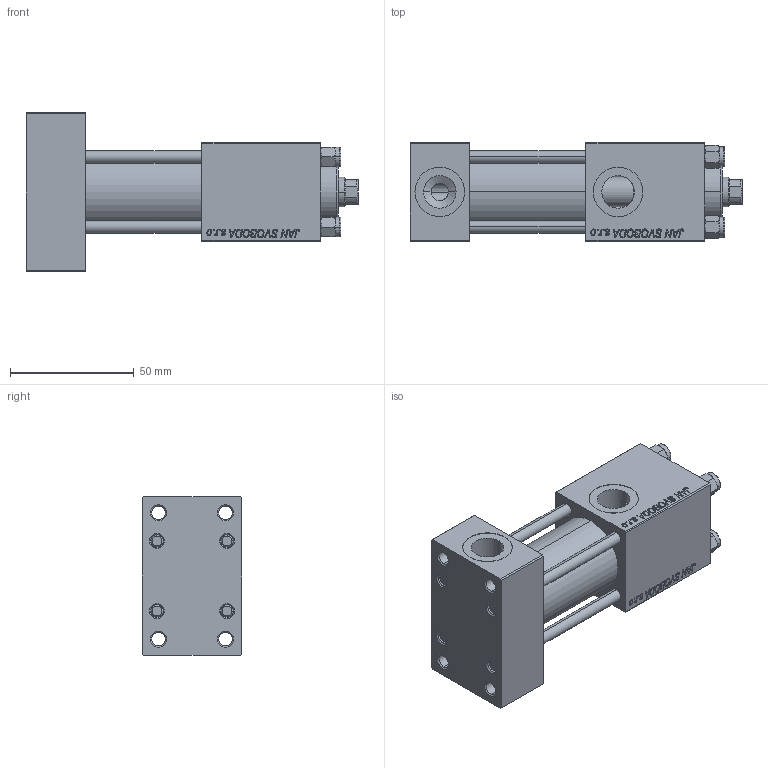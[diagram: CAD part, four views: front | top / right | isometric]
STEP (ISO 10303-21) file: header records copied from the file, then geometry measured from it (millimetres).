
FILE_DESCRIPTION (( 'STEP AP203' ), '1' );
FILE_NAME ('c405.STEP', '2023-08-22T23:01:39', ( '' ), ( '' ), 'SwSTEP 2.0', 'SolidWorks 2019', '' );
FILE_SCHEMA (( 'CONFIG_CONTROL_DESIGN' ));
Length unit declared in the file: millimetre
Products named in the file (6): V215CR_E_Body e556c1ada562a34f63bb7a5ce4cf78f9; V215_VC_A e556c1ada562a34f63bb7a5ce4cf78f9; c405; NUT_M5_E e556c1ada562a34f63bb7a5ce4cf78f9; V215CR_VCP_E e556c1ada562a34f63bb7a5ce4cf78f9; V215CR_TYCINKA_E e556c1ada562a34f63bb7a5ce4cf78f9
Assembly tree (11 placements, depth 2):
  c405
    V215CR_E_Body e556c1ada562a34f63bb7a5ce4cf78f9
    V215CR_VCP_E e556c1ada562a34f63bb7a5ce4cf78f9
    V215CR_TYCINKA_E e556c1ada562a34f63bb7a5ce4cf78f9  x4
    NUT_M5_E e556c1ada562a34f63bb7a5ce4cf78f9  x4
    V215_VC_A e556c1ada562a34f63bb7a5ce4cf78f9
Bounding box: 134 x 40 x 64 mm (x, y, z)
Volume: 163533.6 mm3; surface area: 62367.7 mm2
Topology: 11 solids, 11 shells, 1135 faces, 2855 edges, 1845 vertices
Faces by surface type: plane 497, bspline 392, cone 152, cylinder 86, torus 8
Entity records: 49935 total; most frequent: CARTESIAN_POINT 27048, ORIENTED_EDGE 5202, DIRECTION 3267, EDGE_CURVE 2601, VERTEX_POINT 1701, VECTOR 1555, LINE 1555, EDGE_LOOP 1146
